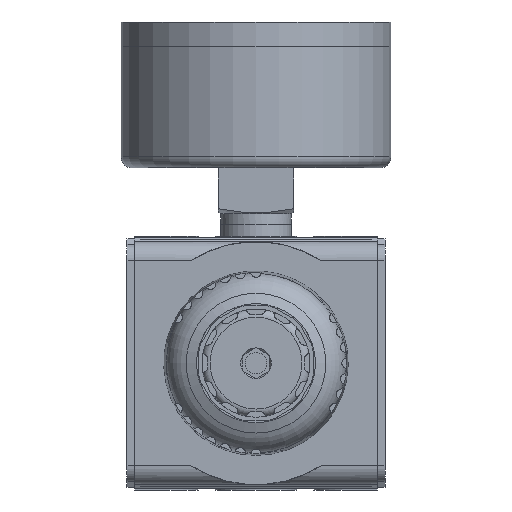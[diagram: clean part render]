
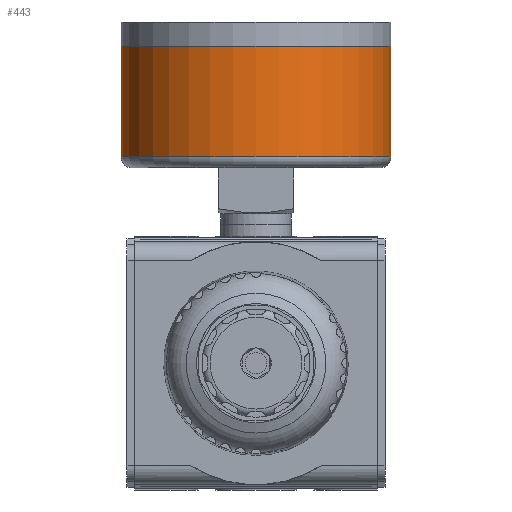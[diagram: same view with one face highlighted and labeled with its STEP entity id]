
A CAD part, front view. The second image highlights one B-rep face of the part: STEP entity #443.
In plain terms, the highlighted cylindrical face has radius 25 mm (diameter 50 mm), a full revolution.
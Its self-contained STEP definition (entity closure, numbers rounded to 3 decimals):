
#443 = ADVANCED_FACE( '', ( #1201, #1202 ), #1203, .T. );
#1201 = FACE_OUTER_BOUND( '', #2195, .T. );
#1202 = FACE_OUTER_BOUND( '', #2196, .T. );
#1203 = CYLINDRICAL_SURFACE( '', #2197, 25. );
#2195 = EDGE_LOOP( '', ( #4484 ) );
#2196 = EDGE_LOOP( '', ( #4485 ) );
#2197 = AXIS2_PLACEMENT_3D( '', #4486, #4487, #4488 );
#4484 = ORIENTED_EDGE( '', *, *, #6872, .F. );
#4485 = ORIENTED_EDGE( '', *, *, #6873, .T. );
#4486 = CARTESIAN_POINT( '', ( 0., 0., 15.5 ) );
#4487 = DIRECTION( '', ( 0., 0., 1. ) );
#4488 = DIRECTION( '', ( -1., 0., 0. ) );
#6872 = EDGE_CURVE( '', #8420, #8420, #8421, .T. );
#6873 = EDGE_CURVE( '', #8422, #8422, #8423, .T. );
#8420 = VERTEX_POINT( '', #10912 );
#8421 = CIRCLE( '', #10913, 25. );
#8422 = VERTEX_POINT( '', #10914 );
#8423 = CIRCLE( '', #10915, 25. );
#10912 = CARTESIAN_POINT( '', ( -25., 0., 17.5 ) );
#10913 = AXIS2_PLACEMENT_3D( '', #14520, #14521, #14522 );
#10914 = CARTESIAN_POINT( '', ( -25., 0., 37.98 ) );
#10915 = AXIS2_PLACEMENT_3D( '', #14523, #14524, #14525 );
#14520 = CARTESIAN_POINT( '', ( 0., 0., 17.5 ) );
#14521 = DIRECTION( '', ( 0., 0., -1. ) );
#14522 = DIRECTION( '', ( -1., 0., 0. ) );
#14523 = CARTESIAN_POINT( '', ( 0., 0., 37.98 ) );
#14524 = DIRECTION( '', ( 0., 0., -1. ) );
#14525 = DIRECTION( '', ( -1., 0., 0. ) );
